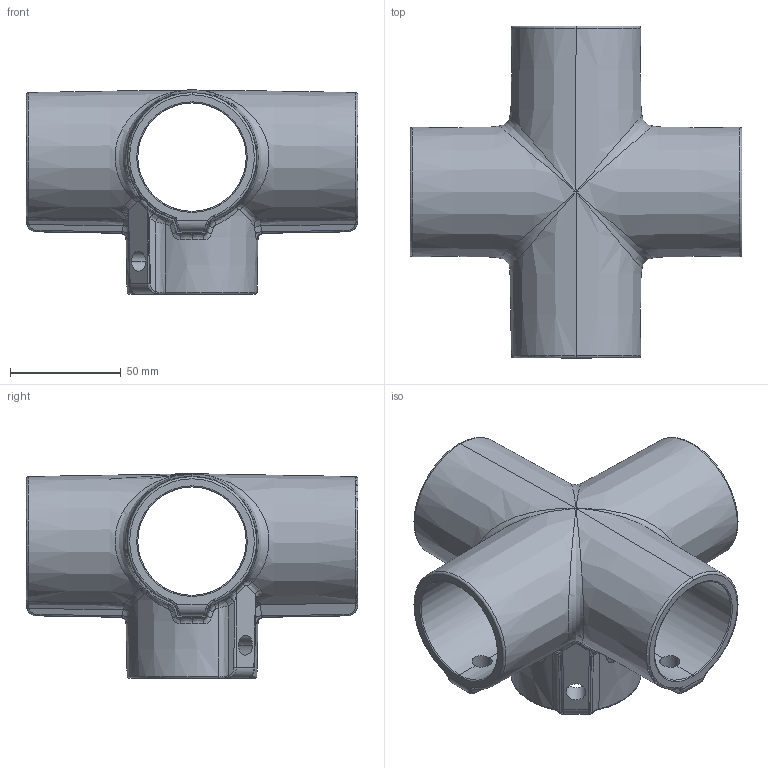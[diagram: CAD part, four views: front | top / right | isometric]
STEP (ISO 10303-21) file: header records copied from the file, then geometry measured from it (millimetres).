
FILE_DESCRIPTION (( 'STEP AP203' ), '1' );
FILE_NAME ('T194106E.STEP', '2018-07-13T13:58:04', ( '' ), ( '' ), 'SwSTEP 2.0', 'SolidWorks 2016', '' );
FILE_SCHEMA (( 'CONFIG_CONTROL_DESIGN' ));
Length unit declared in the file: millimetre
Products named in the file (1): T194106E
Bounding box: 150 x 150 x 92.5 mm (x, y, z)
Volume: 238347.5 mm3; surface area: 91185.5 mm2
Topology: 1 solids, 1 shells, 235 faces, 572 edges, 318 vertices
Faces by surface type: bspline 130, cylinder 43, plane 23, torus 19, cone 16, sphere 4
Entity records: 11426 total; most frequent: CARTESIAN_POINT 7056, ORIENTED_EDGE 1116, DIRECTION 642, EDGE_CURVE 558, VERTEX_POINT 318, AXIS2_PLACEMENT_3D 287, EDGE_LOOP 248, FACE_OUTER_BOUND 235
